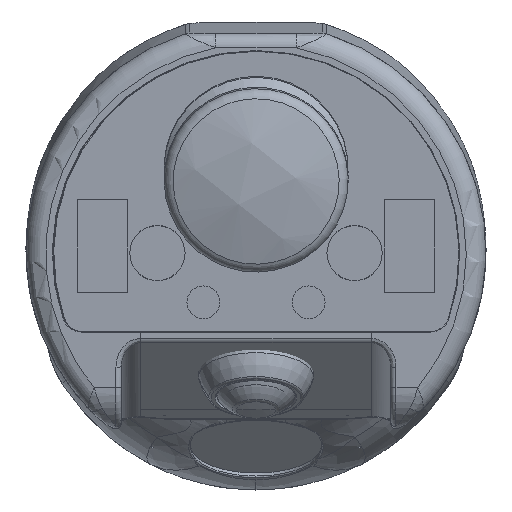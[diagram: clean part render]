
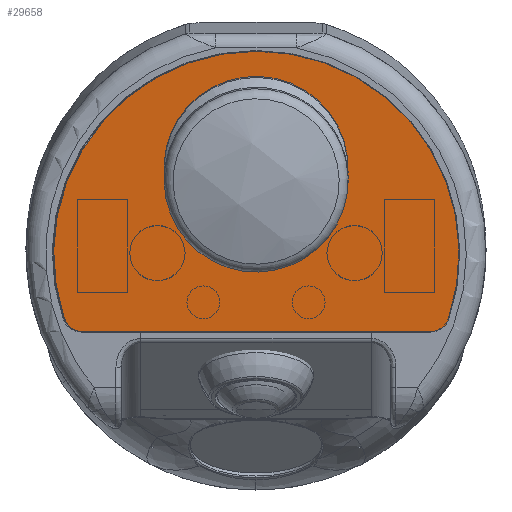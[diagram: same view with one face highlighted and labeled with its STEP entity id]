
A CAD part, left-side view. The second image highlights one B-rep face of the part: STEP entity #29658.
In plain terms, the highlighted face is planar.
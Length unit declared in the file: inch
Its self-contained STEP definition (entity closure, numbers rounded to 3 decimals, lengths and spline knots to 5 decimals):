
#485 = EDGE_CURVE ( 'NONE', #46036, #78649, #40815, .T. ) ;
#1512 = CARTESIAN_POINT ( 'NONE',  ( 1.04386, 7.23513, -1.06356 ) ) ;
#5491 = CARTESIAN_POINT ( 'NONE',  ( 1.15547, 7.23181, -1.02566 ) ) ;
#8266 = CARTESIAN_POINT ( 'NONE',  ( -1.03555, 7.22485, -0.94609 ) ) ;
#8407 = AXIS2_PLACEMENT_3D ( 'NONE', #19983, #72043, #96626 ) ;
#8555 = VERTEX_POINT ( 'NONE', #23043 ) ;
#15238 = EDGE_CURVE ( 'NONE', #78649, #94740, #32512, .T. ) ;
#15660 = AXIS2_PLACEMENT_3D ( 'NONE', #109444, #110007, #57485 ) ;
#15870 = PLANE ( 'NONE',  #62088 ) ;
#16451 = CARTESIAN_POINT ( 'NONE',  ( 1.04386, 7.22485, -0.94609 ) ) ;
#19815 = DIRECTION ( 'NONE',  ( 0., 0.087, -0.996 ) ) ;
#19983 = CARTESIAN_POINT ( 'NONE',  ( -1.03555, 7.23513, -1.06356 ) ) ;
#20080 = ORIENTED_EDGE ( 'NONE', *, *, #15238, .F. ) ;
#22464 = DIRECTION ( 'NONE',  ( 0., -0.996, -0.087 ) ) ;
#23043 = CARTESIAN_POINT ( 'NONE',  ( -1.14716, 7.23181, -1.02566 ) ) ;
#29658 = ADVANCED_FACE ( 'NONE', ( #83962 ), #15870, .T. ) ;
#32512 = LINE ( 'NONE', #99952, #47234 ) ;
#39351 = ORIENTED_EDGE ( 'NONE', *, *, #485, .F. ) ;
#40815 = CIRCLE ( 'NONE', #99185, 0.11791 ) ;
#42236 = DIRECTION ( 'NONE',  ( 0., 0.996, 0.087 ) ) ;
#43487 = EDGE_CURVE ( 'NONE', #94740, #8555, #87174, .T. ) ;
#46036 = VERTEX_POINT ( 'NONE', #5491 ) ;
#47234 = VECTOR ( 'NONE', #48561, 39.37008 ) ;
#48561 = DIRECTION ( 'NONE',  ( -1., 0., 0. ) ) ;
#57485 = DIRECTION ( 'NONE',  ( 0., 0.087, -0.996 ) ) ;
#62088 = AXIS2_PLACEMENT_3D ( 'NONE', #85661, #42236, #104465 ) ;
#70463 = CIRCLE ( 'NONE', #15660, 1.21634 ) ;
#72043 = DIRECTION ( 'NONE',  ( 0., -0.996, -0.087 ) ) ;
#78649 = VERTEX_POINT ( 'NONE', #16451 ) ;
#80693 = EDGE_LOOP ( 'NONE', ( #39351, #81297, #88281, #20080 ) ) ;
#81297 = ORIENTED_EDGE ( 'NONE', *, *, #97430, .F. ) ;
#83962 = FACE_OUTER_BOUND ( 'NONE', #80693, .T. ) ;
#85661 = CARTESIAN_POINT ( 'NONE',  ( 0.00416, 7.28145, -1.59304 ) ) ;
#87174 = CIRCLE ( 'NONE', #8407, 0.11791 ) ;
#88281 = ORIENTED_EDGE ( 'NONE', *, *, #43487, .F. ) ;
#94740 = VERTEX_POINT ( 'NONE', #8266 ) ;
#96626 = DIRECTION ( 'NONE',  ( 0., 0.087, -0.996 ) ) ;
#97430 = EDGE_CURVE ( 'NONE', #8555, #46036, #70463, .T. ) ;
#99185 = AXIS2_PLACEMENT_3D ( 'NONE', #1512, #22464, #19815 ) ;
#99952 = CARTESIAN_POINT ( 'NONE',  ( -1.03555, 7.22485, -0.94609 ) ) ;
#104465 = DIRECTION ( 'NONE',  ( 0., 0.087, -0.996 ) ) ;
#109444 = CARTESIAN_POINT ( 'NONE',  ( 0.00416, 7.26601, -1.41654 ) ) ;
#110007 = DIRECTION ( 'NONE',  ( 0., -0.996, -0.087 ) ) ;
